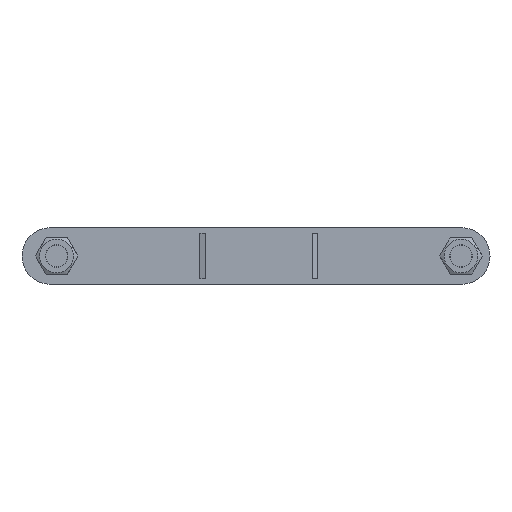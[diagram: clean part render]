
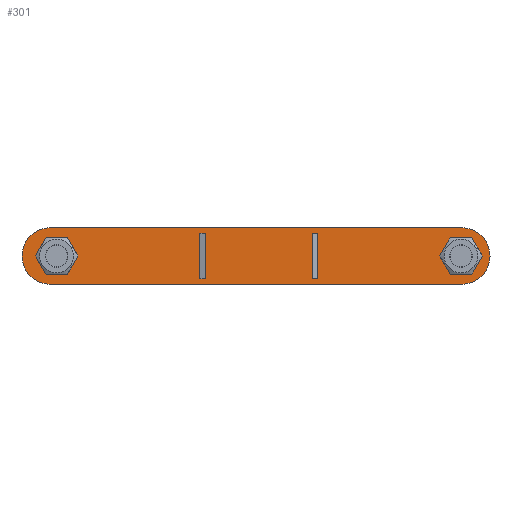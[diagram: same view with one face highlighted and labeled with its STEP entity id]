
A CAD part, front view. The second image highlights one B-rep face of the part: STEP entity #301.
In plain terms, the highlighted planar face has unit normal (0, -1, 0).
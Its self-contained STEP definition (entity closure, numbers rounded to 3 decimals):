
#301 = ADVANCED_FACE( '', ( #439, #440, #441, #442, #443 ), #444, .F. );
#439 = FACE_OUTER_BOUND( '', #1576, .T. );
#440 = FACE_BOUND( '', #1577, .T. );
#441 = FACE_BOUND( '', #1578, .T. );
#442 = FACE_BOUND( '', #1579, .T. );
#443 = FACE_BOUND( '', #1580, .T. );
#444 = PLANE( '', #1581 );
#1576 = EDGE_LOOP( '', ( #2123, #2124, #2125, #2126 ) );
#1577 = EDGE_LOOP( '', ( #2127, #2128, #2129, #2130 ) );
#1578 = EDGE_LOOP( '', ( #2131 ) );
#1579 = EDGE_LOOP( '', ( #2132, #2133, #2134, #2135 ) );
#1580 = EDGE_LOOP( '', ( #2136, #2137, #2138, #2139 ) );
#1581 = AXIS2_PLACEMENT_3D( '', #2140, #2141, #2142 );
#2123 = ORIENTED_EDGE( '', *, *, #2614, .F. );
#2124 = ORIENTED_EDGE( '', *, *, #2615, .F. );
#2125 = ORIENTED_EDGE( '', *, *, #2616, .F. );
#2126 = ORIENTED_EDGE( '', *, *, #2617, .F. );
#2127 = ORIENTED_EDGE( '', *, *, #2618, .F. );
#2128 = ORIENTED_EDGE( '', *, *, #2619, .T. );
#2129 = ORIENTED_EDGE( '', *, *, #2620, .T. );
#2130 = ORIENTED_EDGE( '', *, *, #2621, .F. );
#2131 = ORIENTED_EDGE( '', *, *, #2622, .T. );
#2132 = ORIENTED_EDGE( '', *, *, #2623, .F. );
#2133 = ORIENTED_EDGE( '', *, *, #2624, .F. );
#2134 = ORIENTED_EDGE( '', *, *, #2625, .F. );
#2135 = ORIENTED_EDGE( '', *, *, #2626, .F. );
#2136 = ORIENTED_EDGE( '', *, *, #2627, .T. );
#2137 = ORIENTED_EDGE( '', *, *, #2628, .T. );
#2138 = ORIENTED_EDGE( '', *, *, #2629, .F. );
#2139 = ORIENTED_EDGE( '', *, *, #2630, .F. );
#2140 = CARTESIAN_POINT( '', ( -147.5, 60.4, 0. ) );
#2141 = DIRECTION( '', ( 0., 1., 0. ) );
#2142 = DIRECTION( '', ( 1., 0., 0. ) );
#2614 = EDGE_CURVE( '', #2836, #2837, #2838, .T. );
#2615 = EDGE_CURVE( '', #2839, #2836, #2840, .F. );
#2616 = EDGE_CURVE( '', #2841, #2839, #2842, .T. );
#2617 = EDGE_CURVE( '', #2837, #2841, #2843, .F. );
#2618 = EDGE_CURVE( '', #2844, #2845, #2846, .F. );
#2619 = EDGE_CURVE( '', #2844, #2847, #2848, .T. );
#2620 = EDGE_CURVE( '', #2847, #2849, #2850, .T. );
#2621 = EDGE_CURVE( '', #2845, #2849, #2851, .T. );
#2622 = EDGE_CURVE( '', #2852, #2852, #2853, .T. );
#2623 = EDGE_CURVE( '', #2854, #2855, #2856, .F. );
#2624 = EDGE_CURVE( '', #2857, #2854, #2858, .T. );
#2625 = EDGE_CURVE( '', #2859, #2857, #2860, .F. );
#2626 = EDGE_CURVE( '', #2855, #2859, #2861, .T. );
#2627 = EDGE_CURVE( '', #2862, #2863, #2864, .F. );
#2628 = EDGE_CURVE( '', #2863, #2865, #2866, .T. );
#2629 = EDGE_CURVE( '', #2867, #2865, #2868, .T. );
#2630 = EDGE_CURVE( '', #2862, #2867, #2869, .T. );
#2836 = VERTEX_POINT( '', #3640 );
#2837 = VERTEX_POINT( '', #3641 );
#2838 = CIRCLE( '', #3642, 20. );
#2839 = VERTEX_POINT( '', #3643 );
#2840 = LINE( '', #3644, #3645 );
#2841 = VERTEX_POINT( '', #3646 );
#2842 = CIRCLE( '', #3647, 20. );
#2843 = LINE( '', #3648, #3649 );
#2844 = VERTEX_POINT( '', #3650 );
#2845 = VERTEX_POINT( '', #3651 );
#2846 = LINE( '', #3652, #3653 );
#2847 = VERTEX_POINT( '', #3654 );
#2848 = LINE( '', #3655, #3656 );
#2849 = VERTEX_POINT( '', #3657 );
#2850 = LINE( '', #3658, #3659 );
#2851 = LINE( '', #3660, #3661 );
#2852 = VERTEX_POINT( '', #3662 );
#2853 = CIRCLE( '', #3663, 8.9 );
#2854 = VERTEX_POINT( '', #3664 );
#2855 = VERTEX_POINT( '', #3665 );
#2856 = CIRCLE( '', #3666, 8. );
#2857 = VERTEX_POINT( '', #3667 );
#2858 = LINE( '', #3668, #3669 );
#2859 = VERTEX_POINT( '', #3670 );
#2860 = CIRCLE( '', #3671, 8. );
#2861 = LINE( '', #3672, #3673 );
#2862 = VERTEX_POINT( '', #3674 );
#2863 = VERTEX_POINT( '', #3675 );
#2864 = LINE( '', #3676, #3677 );
#2865 = VERTEX_POINT( '', #3678 );
#2866 = LINE( '', #3679, #3680 );
#2867 = VERTEX_POINT( '', #3681 );
#2868 = LINE( '', #3682, #3683 );
#2869 = LINE( '', #3684, #3685 );
#3640 = CARTESIAN_POINT( '', ( -147.5, 60.4, -20. ) );
#3641 = CARTESIAN_POINT( '', ( -147.5, 60.4, 20. ) );
#3642 = AXIS2_PLACEMENT_3D( '', #4160, #4161, #4162 );
#3643 = CARTESIAN_POINT( '', ( 143.5, 60.4, -20. ) );
#3644 = CARTESIAN_POINT( '', ( 143.5, 60.4, -20. ) );
#3645 = VECTOR( '', #4163, 1000. );
#3646 = CARTESIAN_POINT( '', ( 143.5, 60.4, 20. ) );
#3647 = AXIS2_PLACEMENT_3D( '', #4164, #4165, #4166 );
#3648 = CARTESIAN_POINT( '', ( -147.5, 60.4, 20. ) );
#3649 = VECTOR( '', #4167, 1000. );
#3650 = CARTESIAN_POINT( '', ( -41.7, 60.4, -16. ) );
#3651 = CARTESIAN_POINT( '', ( -37.7, 60.4, -16. ) );
#3652 = CARTESIAN_POINT( '', ( -41.7, 60.4, -16. ) );
#3653 = VECTOR( '', #4168, 1000. );
#3654 = CARTESIAN_POINT( '', ( -41.7, 60.4, 16. ) );
#3655 = CARTESIAN_POINT( '', ( -41.7, 60.4, 0. ) );
#3656 = VECTOR( '', #4169, 1000. );
#3657 = CARTESIAN_POINT( '', ( -37.7, 60.4, 16. ) );
#3658 = CARTESIAN_POINT( '', ( -147.5, 60.4, 16. ) );
#3659 = VECTOR( '', #4170, 1000. );
#3660 = CARTESIAN_POINT( '', ( -37.7, 60.4, -16. ) );
#3661 = VECTOR( '', #4171, 1000. );
#3662 = CARTESIAN_POINT( '', ( 143., 60.4, 8.9 ) );
#3663 = AXIS2_PLACEMENT_3D( '', #4172, #4173, #4174 );
#3664 = CARTESIAN_POINT( '', ( -147., 60.4, 8. ) );
#3665 = CARTESIAN_POINT( '', ( -147., 60.4, -8. ) );
#3666 = AXIS2_PLACEMENT_3D( '', #4175, #4176, #4177 );
#3667 = CARTESIAN_POINT( '', ( -139., 60.4, 8. ) );
#3668 = CARTESIAN_POINT( '', ( -139., 60.4, 8. ) );
#3669 = VECTOR( '', #4178, 1000. );
#3670 = CARTESIAN_POINT( '', ( -139., 60.4, -8. ) );
#3671 = AXIS2_PLACEMENT_3D( '', #4179, #4180, #4181 );
#3672 = CARTESIAN_POINT( '', ( -147., 60.4, -8. ) );
#3673 = VECTOR( '', #4182, 1000. );
#3674 = CARTESIAN_POINT( '', ( 41.7, 60.4, -16. ) );
#3675 = CARTESIAN_POINT( '', ( 37.7, 60.4, -16. ) );
#3676 = CARTESIAN_POINT( '', ( -147.5, 60.4, -16. ) );
#3677 = VECTOR( '', #4183, 1000. );
#3678 = CARTESIAN_POINT( '', ( 37.7, 60.4, 16. ) );
#3679 = CARTESIAN_POINT( '', ( 37.7, 60.4, 0. ) );
#3680 = VECTOR( '', #4184, 1000. );
#3681 = CARTESIAN_POINT( '', ( 41.7, 60.4, 16. ) );
#3682 = CARTESIAN_POINT( '', ( 41.7, 60.4, 16. ) );
#3683 = VECTOR( '', #4185, 1000. );
#3684 = CARTESIAN_POINT( '', ( 41.7, 60.4, -16. ) );
#3685 = VECTOR( '', #4186, 1000. );
#4160 = CARTESIAN_POINT( '', ( -147.5, 60.4, 0. ) );
#4161 = DIRECTION( '', ( 0., 1., 0. ) );
#4162 = DIRECTION( '', ( 0., 0., 1. ) );
#4163 = DIRECTION( '', ( 1., 0., 0. ) );
#4164 = CARTESIAN_POINT( '', ( 143.5, 60.4, 0. ) );
#4165 = DIRECTION( '', ( 0., 1., 0. ) );
#4166 = DIRECTION( '', ( 0., 0., 1. ) );
#4167 = DIRECTION( '', ( -1., 0., 0. ) );
#4168 = DIRECTION( '', ( -1., 0., 0. ) );
#4169 = DIRECTION( '', ( 0., 0., 1. ) );
#4170 = DIRECTION( '', ( 1., 0., 0. ) );
#4171 = DIRECTION( '', ( 0., 0., 1. ) );
#4172 = CARTESIAN_POINT( '', ( 143., 60.4, 0. ) );
#4173 = DIRECTION( '', ( 0., 1., 0. ) );
#4174 = DIRECTION( '', ( 0., 0., 1. ) );
#4175 = CARTESIAN_POINT( '', ( -147., 60.4, 0. ) );
#4176 = DIRECTION( '', ( 0., 1., 0. ) );
#4177 = DIRECTION( '', ( 0., 0., 1. ) );
#4178 = DIRECTION( '', ( -1., 0., 0. ) );
#4179 = CARTESIAN_POINT( '', ( -139., 60.4, 0. ) );
#4180 = DIRECTION( '', ( 0., 1., 0. ) );
#4181 = DIRECTION( '', ( 0., 0., 1. ) );
#4182 = DIRECTION( '', ( 1., 0., 0. ) );
#4183 = DIRECTION( '', ( 1., 0., 0. ) );
#4184 = DIRECTION( '', ( 0., 0., 1. ) );
#4185 = DIRECTION( '', ( -1., 0., 0. ) );
#4186 = DIRECTION( '', ( 0., 0., 1. ) );
